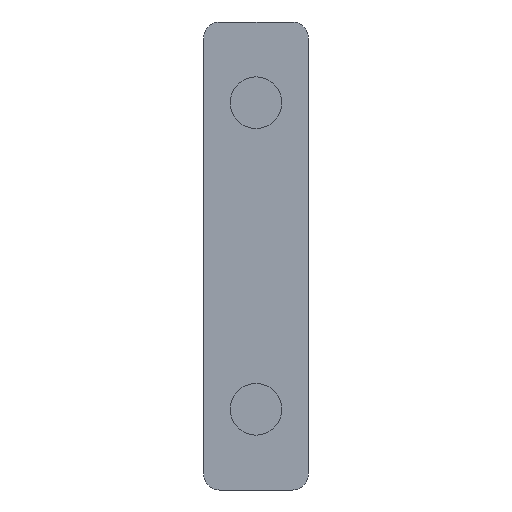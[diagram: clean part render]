
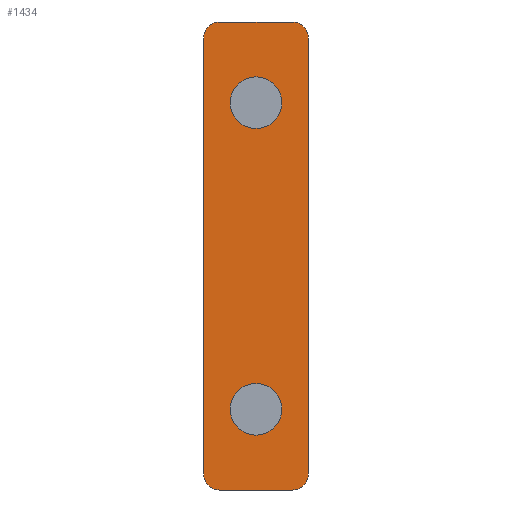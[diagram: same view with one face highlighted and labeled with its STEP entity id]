
A CAD part, left-side view. The second image highlights one B-rep face of the part: STEP entity #1434.
In plain terms, the highlighted planar face has unit normal (-1, 0, 0).
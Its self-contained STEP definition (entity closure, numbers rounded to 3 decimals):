
#172=CARTESIAN_POINT('Vertex',(-88.5,-1.6,9.5)) ;
#175=CARTESIAN_POINT('Axis2P3D Location',(-88.5,0.,9.5)) ;
#179=CARTESIAN_POINT('Vertex',(-88.5,1.6,9.5)) ;
#199=CARTESIAN_POINT('Axis2P3D Location',(-88.5,0.,9.5)) ;
#229=CARTESIAN_POINT('Vertex',(-88.5,-1.6,-9.5)) ;
#232=CARTESIAN_POINT('Axis2P3D Location',(-88.5,0.,-9.5)) ;
#236=CARTESIAN_POINT('Vertex',(-88.5,1.6,-9.5)) ;
#256=CARTESIAN_POINT('Axis2P3D Location',(-88.5,0.,-9.5)) ;
#1138=CARTESIAN_POINT('Vertex',(-88.5,3.25,13.5)) ;
#1141=CARTESIAN_POINT('Axis2P3D Location',(-88.5,2.25,13.5)) ;
#1145=CARTESIAN_POINT('Vertex',(-88.5,2.25,14.5)) ;
#1169=CARTESIAN_POINT('Vertex',(-88.5,-2.25,14.5)) ;
#1179=CARTESIAN_POINT('Line Origine',(-88.5,0.,14.5)) ;
#1203=CARTESIAN_POINT('Axis2P3D Location',(-88.5,-2.25,13.5)) ;
#1207=CARTESIAN_POINT('Vertex',(-88.5,-3.25,13.5)) ;
#1234=CARTESIAN_POINT('Line Origine',(-88.5,-3.25,0.)) ;
#1238=CARTESIAN_POINT('Vertex',(-88.5,-3.25,-13.5)) ;
#1295=CARTESIAN_POINT('Axis2P3D Location',(-88.5,-2.25,-13.5)) ;
#1299=CARTESIAN_POINT('Vertex',(-88.5,-2.25,-14.5)) ;
#1319=CARTESIAN_POINT('Line Origine',(-88.5,3.25,0.)) ;
#1323=CARTESIAN_POINT('Vertex',(-88.5,3.25,-13.5)) ;
#1384=CARTESIAN_POINT('Vertex',(-88.5,2.25,-14.5)) ;
#1394=CARTESIAN_POINT('Line Origine',(-88.5,0.,-14.5)) ;
#1406=CARTESIAN_POINT('Axis2P3D Location',(-88.5,0.,0.)) ;
#1411=CARTESIAN_POINT('Axis2P3D Location',(-88.5,2.25,-13.5)) ;
#176=DIRECTION('Axis2P3D Direction',(1.,0.,0.)) ;
#200=DIRECTION('Axis2P3D Direction',(1.,0.,0.)) ;
#233=DIRECTION('Axis2P3D Direction',(1.,0.,0.)) ;
#257=DIRECTION('Axis2P3D Direction',(1.,0.,0.)) ;
#1142=DIRECTION('Axis2P3D Direction',(1.,0.,-0.)) ;
#1180=DIRECTION('Vector Direction',(0.,1.,0.)) ;
#1204=DIRECTION('Axis2P3D Direction',(1.,0.,0.)) ;
#1235=DIRECTION('Vector Direction',(0.,0.,-1.)) ;
#1296=DIRECTION('Axis2P3D Direction',(1.,0.,0.)) ;
#1320=DIRECTION('Vector Direction',(0.,0.,1.)) ;
#1395=DIRECTION('Vector Direction',(0.,-1.,0.)) ;
#1407=DIRECTION('Axis2P3D Direction',(1.,0.,0.)) ;
#1408=DIRECTION('Axis2P3D XDirection',(0.,1.,0.)) ;
#1412=DIRECTION('Axis2P3D Direction',(1.,0.,0.)) ;
#177=AXIS2_PLACEMENT_3D('Circle Axis2P3D',#175,#176,$) ;
#201=AXIS2_PLACEMENT_3D('Circle Axis2P3D',#199,#200,$) ;
#234=AXIS2_PLACEMENT_3D('Circle Axis2P3D',#232,#233,$) ;
#258=AXIS2_PLACEMENT_3D('Circle Axis2P3D',#256,#257,$) ;
#1143=AXIS2_PLACEMENT_3D('Circle Axis2P3D',#1141,#1142,$) ;
#1205=AXIS2_PLACEMENT_3D('Circle Axis2P3D',#1203,#1204,$) ;
#1297=AXIS2_PLACEMENT_3D('Circle Axis2P3D',#1295,#1296,$) ;
#1409=AXIS2_PLACEMENT_3D('Plane Axis2P3D',#1406,#1407,#1408) ;
#1413=AXIS2_PLACEMENT_3D('Circle Axis2P3D',#1411,#1412,$) ;
#1417=ORIENTED_EDGE('',*,*,#1415,.F.) ;
#1418=ORIENTED_EDGE('',*,*,#1398,.F.) ;
#1419=ORIENTED_EDGE('',*,*,#1301,.F.) ;
#1420=ORIENTED_EDGE('',*,*,#1240,.F.) ;
#1421=ORIENTED_EDGE('',*,*,#1209,.F.) ;
#1422=ORIENTED_EDGE('',*,*,#1183,.F.) ;
#1423=ORIENTED_EDGE('',*,*,#1147,.F.) ;
#1424=ORIENTED_EDGE('',*,*,#1325,.F.) ;
#1427=ORIENTED_EDGE('',*,*,#203,.T.) ;
#1428=ORIENTED_EDGE('',*,*,#181,.T.) ;
#1431=ORIENTED_EDGE('',*,*,#260,.T.) ;
#1432=ORIENTED_EDGE('',*,*,#238,.T.) ;
#1429=FACE_BOUND('',#1426,.T.) ;
#1433=FACE_BOUND('',#1430,.T.) ;
#1181=VECTOR('Line Direction',#1180,1.) ;
#1236=VECTOR('Line Direction',#1235,1.) ;
#1321=VECTOR('Line Direction',#1320,1.) ;
#1396=VECTOR('Line Direction',#1395,1.) ;
#1434=ADVANCED_FACE('PartBody',(#1425,#1429,#1433),#1410,.F.) ;
#178=CIRCLE('generated circle',#177,1.6) ;
#202=CIRCLE('generated circle',#201,1.6) ;
#235=CIRCLE('generated circle',#234,1.6) ;
#259=CIRCLE('generated circle',#258,1.6) ;
#1144=CIRCLE('generated circle',#1143,1.) ;
#1206=CIRCLE('generated circle',#1205,1.) ;
#1298=CIRCLE('generated circle',#1297,1.) ;
#1414=CIRCLE('generated circle',#1413,1.) ;
#181=EDGE_CURVE('',#180,#173,#178,.T.) ;
#203=EDGE_CURVE('',#173,#180,#202,.T.) ;
#238=EDGE_CURVE('',#237,#230,#235,.T.) ;
#260=EDGE_CURVE('',#230,#237,#259,.T.) ;
#1147=EDGE_CURVE('',#1139,#1146,#1144,.T.) ;
#1183=EDGE_CURVE('',#1146,#1170,#1182,.F.) ;
#1209=EDGE_CURVE('',#1170,#1208,#1206,.T.) ;
#1240=EDGE_CURVE('',#1208,#1239,#1237,.T.) ;
#1301=EDGE_CURVE('',#1239,#1300,#1298,.T.) ;
#1325=EDGE_CURVE('',#1324,#1139,#1322,.T.) ;
#1398=EDGE_CURVE('',#1300,#1385,#1397,.F.) ;
#1415=EDGE_CURVE('',#1385,#1324,#1414,.T.) ;
#1416=EDGE_LOOP('',(#1417,#1418,#1419,#1420,#1421,#1422,#1423,#1424)) ;
#1426=EDGE_LOOP('',(#1427,#1428)) ;
#1430=EDGE_LOOP('',(#1431,#1432)) ;
#1425=FACE_OUTER_BOUND('',#1416,.T.) ;
#1182=LINE('Line',#1179,#1181) ;
#1237=LINE('Line',#1234,#1236) ;
#1322=LINE('Line',#1319,#1321) ;
#1397=LINE('Line',#1394,#1396) ;
#1410=PLANE('Plane',#1409) ;
#173=VERTEX_POINT('',#172) ;
#180=VERTEX_POINT('',#179) ;
#230=VERTEX_POINT('',#229) ;
#237=VERTEX_POINT('',#236) ;
#1139=VERTEX_POINT('',#1138) ;
#1146=VERTEX_POINT('',#1145) ;
#1170=VERTEX_POINT('',#1169) ;
#1208=VERTEX_POINT('',#1207) ;
#1239=VERTEX_POINT('',#1238) ;
#1300=VERTEX_POINT('',#1299) ;
#1324=VERTEX_POINT('',#1323) ;
#1385=VERTEX_POINT('',#1384) ;
